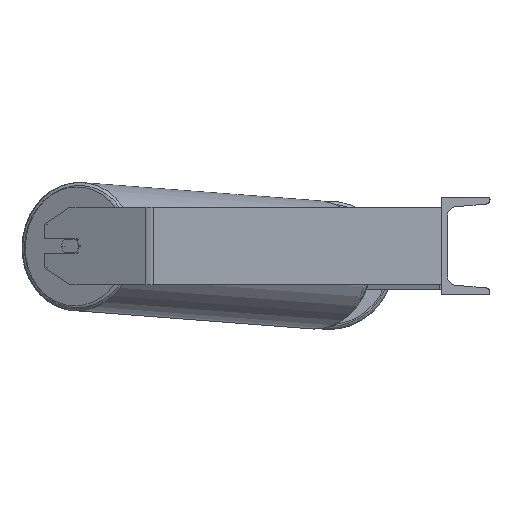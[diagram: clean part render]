
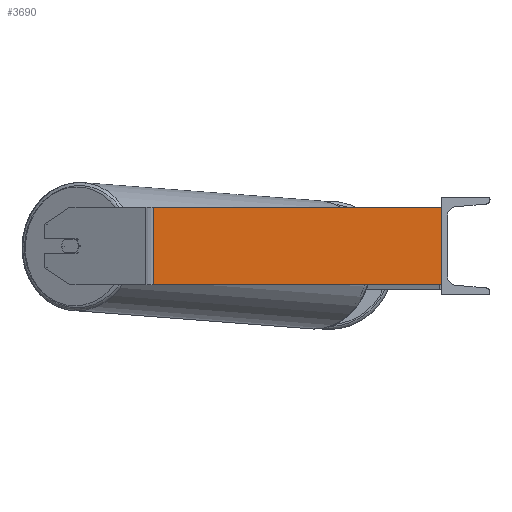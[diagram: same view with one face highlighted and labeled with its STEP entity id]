
A CAD part, left-side view. The second image highlights one B-rep face of the part: STEP entity #3690.
In plain terms, the highlighted planar face has unit normal (-1, 0, 0).
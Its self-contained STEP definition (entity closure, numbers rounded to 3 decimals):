
#127 = DIRECTION ( 'NONE',  ( 1., 0., 0. ) ) ;
#171 = CARTESIAN_POINT ( 'NONE',  ( -785., 302.262, 40. ) ) ;
#229 = EDGE_CURVE ( 'NONE', #6277, #7009, #1896, .T. ) ;
#275 = EDGE_CURVE ( 'NONE', #3936, #6277, #3404, .T. ) ;
#438 = AXIS2_PLACEMENT_3D ( 'NONE', #171, #127, #7760 ) ;
#674 = CARTESIAN_POINT ( 'NONE',  ( -785., 302.262, 40. ) ) ;
#902 = CARTESIAN_POINT ( 'NONE',  ( -785., 302.262, -40. ) ) ;
#1306 = DIRECTION ( 'NONE',  ( 0., -1., 0. ) ) ;
#1446 = PLANE ( 'NONE',  #438 ) ;
#1896 = LINE ( 'NONE', #2587, #3669 ) ;
#2023 = DIRECTION ( 'NONE',  ( 0., 0., -1. ) ) ;
#2191 = ORIENTED_EDGE ( 'NONE', *, *, #3948, .T. ) ;
#2294 = DIRECTION ( 'NONE',  ( 0., 0., -1. ) ) ;
#2587 = CARTESIAN_POINT ( 'NONE',  ( -785., 0., 40. ) ) ;
#2904 = ORIENTED_EDGE ( 'NONE', *, *, #229, .F. ) ;
#2986 = CARTESIAN_POINT ( 'NONE',  ( -785., 297.975, 40. ) ) ;
#3404 = LINE ( 'NONE', #674, #7291 ) ;
#3669 = VECTOR ( 'NONE', #2023, 1000. ) ;
#3690 = ADVANCED_FACE ( 'NONE', ( #4988 ), #1446, .F. ) ;
#3747 = EDGE_CURVE ( 'NONE', #5635, #7009, #4264, .T. ) ;
#3936 = VERTEX_POINT ( 'NONE', #7159 ) ;
#3948 = EDGE_CURVE ( 'NONE', #3936, #5635, #6462, .T. ) ;
#4188 = CARTESIAN_POINT ( 'NONE',  ( -785., 0., 40. ) ) ;
#4264 = LINE ( 'NONE', #902, #5372 ) ;
#4474 = ORIENTED_EDGE ( 'NONE', *, *, #275, .F. ) ;
#4803 = VECTOR ( 'NONE', #2294, 1000. ) ;
#4988 = FACE_OUTER_BOUND ( 'NONE', #5583, .T. ) ;
#5123 = CARTESIAN_POINT ( 'NONE',  ( -785., 297.975, -40. ) ) ;
#5372 = VECTOR ( 'NONE', #6232, 1000. ) ;
#5481 = CARTESIAN_POINT ( 'NONE',  ( -785., 0., -40. ) ) ;
#5583 = EDGE_LOOP ( 'NONE', ( #7222, #2904, #4474, #2191 ) ) ;
#5635 = VERTEX_POINT ( 'NONE', #5123 ) ;
#6232 = DIRECTION ( 'NONE',  ( 0., -1., 0. ) ) ;
#6277 = VERTEX_POINT ( 'NONE', #4188 ) ;
#6462 = LINE ( 'NONE', #2986, #4803 ) ;
#7009 = VERTEX_POINT ( 'NONE', #5481 ) ;
#7159 = CARTESIAN_POINT ( 'NONE',  ( -785., 297.975, 40. ) ) ;
#7222 = ORIENTED_EDGE ( 'NONE', *, *, #3747, .T. ) ;
#7291 = VECTOR ( 'NONE', #1306, 1000. ) ;
#7760 = DIRECTION ( 'NONE',  ( 0., 0., -1. ) ) ;
